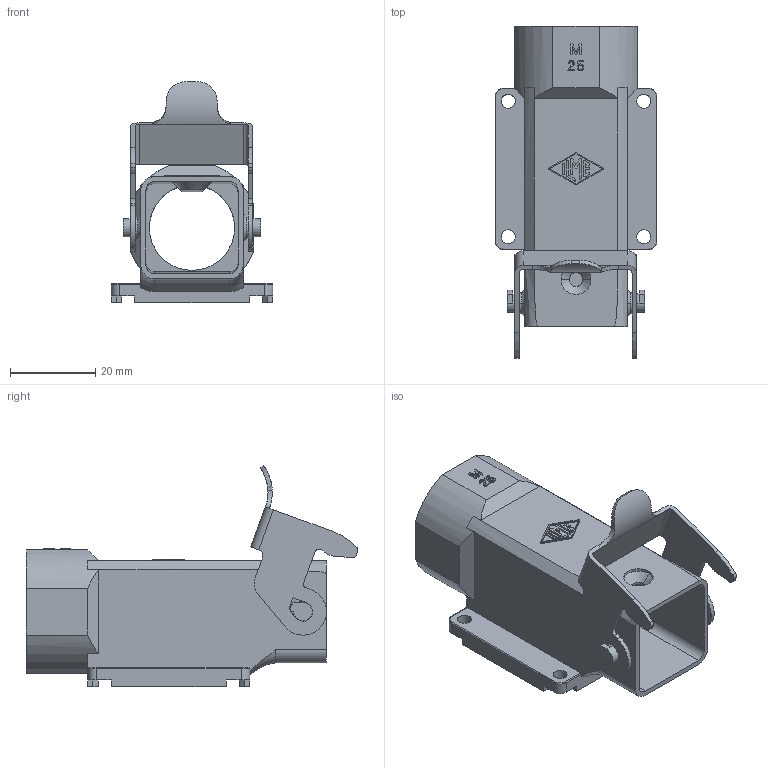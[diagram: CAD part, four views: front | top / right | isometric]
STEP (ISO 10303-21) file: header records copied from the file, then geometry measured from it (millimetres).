
FILE_DESCRIPTION(('Creo Elements/Direct Modeling STEP Export'),'2;1');
FILE_NAME('0lndrp34cm5eghe4348','2017-09-12T10:58:04',(''),(''),'PTC Creo Elements/Direct Modeling STEP processor for AP214 (Solid Model)','PTC Creo Elements/Direct Modeling 19.0E 27-Jun-2016 (C) Parametric Technology GmbH','');
FILE_SCHEMA(('AUTOMOTIVE_DESIGN { 1 0 10303 214 1 1 1 1 }'));
Length unit declared in the file: millimetre
Products named in the file (2): MKAXXW_AP25
Assembly tree (1 placements, depth 2):
  MKAXXW_AP25
    MKAXXW_AP25
Bounding box: 38 x 77.9 x 51.86 mm (x, y, z)
Volume: 16029.4 mm3; surface area: 18181.8 mm2
Topology: 1 solids, 1 shells, 387 faces, 1085 edges, 714 vertices
Faces by surface type: plane 258, cylinder 108, cone 13, torus 6, bspline 2
Entity records: 15169 total; most frequent: CARTESIAN_POINT 5203, ORIENTED_EDGE 2170, DIRECTION 1935, EDGE_CURVE 1085, VECTOR 799, LINE 799, VERTEX_POINT 714, AXIS2_PLACEMENT_3D 568
